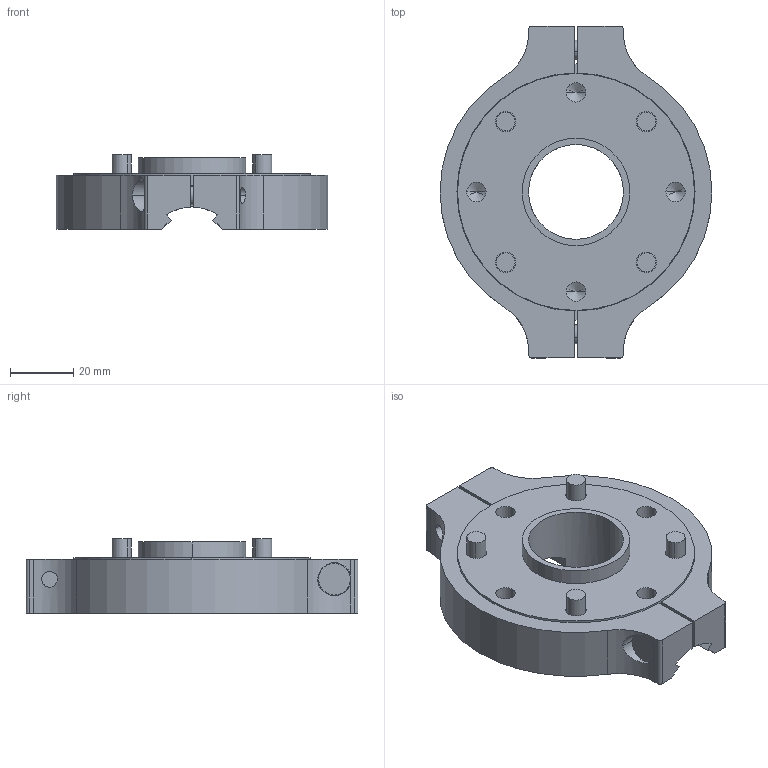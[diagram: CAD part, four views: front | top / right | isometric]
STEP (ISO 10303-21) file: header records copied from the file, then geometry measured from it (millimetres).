
FILE_DESCRIPTION (( 'STEP AP203' ), '1' );
FILE_NAME ('10.01.49.00015.step', '2022-11-07T19:14:42', ( '' ), ( '' ), 'SwSTEP 2.0', 'SolidWorks 2021', '' );
FILE_SCHEMA (( 'CONFIG_CONTROL_DESIGN' ));
Length unit declared in the file: millimetre
Products named in the file (1): 10.01.49.00015
Bounding box: 86 x 105 x 23.55 mm (x, y, z)
Volume: 89373.7 mm3; surface area: 38024.9 mm2
Topology: 9 solids, 9 shells, 178 faces, 445 edges, 288 vertices
Faces by surface type: cylinder 105, plane 59, cone 14
Entity records: 6480 total; most frequent: CARTESIAN_POINT 2062, DIRECTION 951, ORIENTED_EDGE 874, EDGE_CURVE 437, AXIS2_PLACEMENT_3D 383, VERTEX_POINT 288, EDGE_LOOP 207, CIRCLE 204
